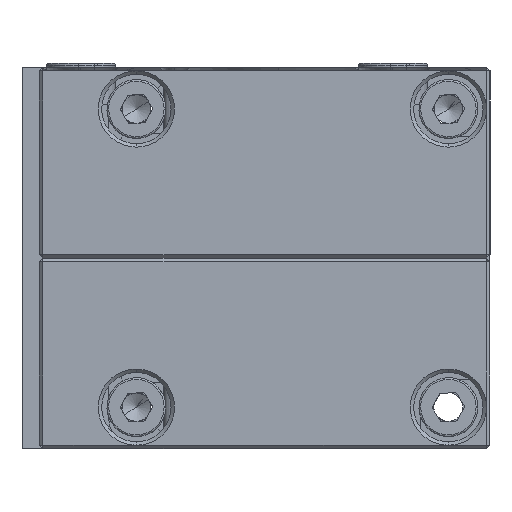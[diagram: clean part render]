
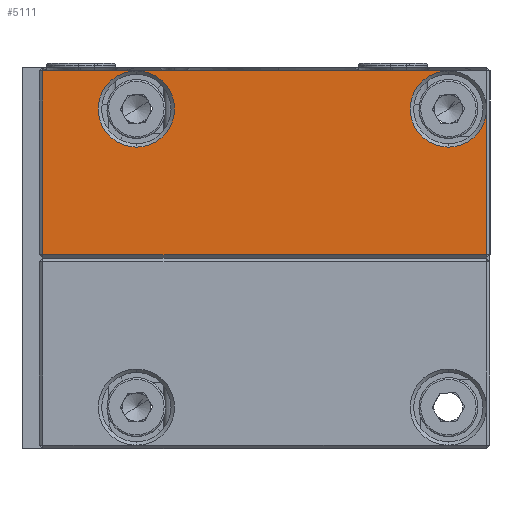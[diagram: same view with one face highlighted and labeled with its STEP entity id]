
A CAD part, left-side view. The second image highlights one B-rep face of the part: STEP entity #5111.
In plain terms, the highlighted planar face has unit normal (-1, 0, 0).
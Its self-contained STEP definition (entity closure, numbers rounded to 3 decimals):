
#162 = EDGE_CURVE ( 'NONE', #13735, #14243, #14519, .T. ) ;
#176 = EDGE_CURVE ( 'NONE', #14040, #14340, #13650, .T. ) ;
#177 = EDGE_CURVE ( 'NONE', #14243, #11609, #14622, .T. ) ;
#195 = EDGE_CURVE ( 'NONE', #14040, #13633, #13509, .T. ) ;
#205 = EDGE_CURVE ( 'NONE', #14340, #14040, #14532, .T. ) ;
#245 = EDGE_CURVE ( 'NONE', #13633, #14346, #7252, .T. ) ;
#355 = EDGE_CURVE ( 'NONE', #11609, #13481, #7467, .T. ) ;
#387 = EDGE_CURVE ( 'NONE', #13481, #14040, #7181, .T. ) ;
#455 = EDGE_CURVE ( 'NONE', #14346, #13735, #7167, .T. ) ;
#602 = ORIENTED_EDGE ( 'NONE', *, *, #245, .T. ) ;
#604 = ORIENTED_EDGE ( 'NONE', *, *, #162, .T. ) ;
#623 = ORIENTED_EDGE ( 'NONE', *, *, #455, .T. ) ;
#633 = ORIENTED_EDGE ( 'NONE', *, *, #176, .T. ) ;
#679 = ORIENTED_EDGE ( 'NONE', *, *, #195, .T. ) ;
#762 = ORIENTED_EDGE ( 'NONE', *, *, #387, .T. ) ;
#866 = ORIENTED_EDGE ( 'NONE', *, *, #205, .T. ) ;
#867 = ORIENTED_EDGE ( 'NONE', *, *, #355, .T. ) ;
#903 = ORIENTED_EDGE ( 'NONE', *, *, #177, .T. ) ;
#1643 = CARTESIAN_POINT ( 'NONE',  ( -147.842, -59., -6. ) ) ;
#1645 = DIRECTION ( 'NONE',  ( 1., 0., 0. ) ) ;
#1647 = DIRECTION ( 'NONE',  ( 0., 0., -1. ) ) ;
#1693 = CARTESIAN_POINT ( 'NONE',  ( -147.842, -0.5, -27.5 ) ) ;
#2032 = CARTESIAN_POINT ( 'NONE',  ( -147.842, 0., -0.5 ) ) ;
#2066 = DIRECTION ( 'NONE',  ( 0., -1., 0. ) ) ;
#2300 = CARTESIAN_POINT ( 'NONE',  ( -147.842, -65., -27. ) ) ;
#2349 = DIRECTION ( 'NONE',  ( 0., 1., 0. ) ) ;
#2432 = DIRECTION ( 'NONE',  ( 0., 0., 1. ) ) ;
#3037 = AXIS2_PLACEMENT_3D ( 'NONE', #9650, #9838, #9766 ) ;
#3050 = AXIS2_PLACEMENT_3D ( 'NONE', #1643, #1645, #2432 ) ;
#3102 = AXIS2_PLACEMENT_3D ( 'NONE', #9645, #9638, #9677 ) ;
#3341 = AXIS2_PLACEMENT_3D ( 'NONE', #9739, #9673, #9632 ) ;
#5111 = ADVANCED_FACE ( 'NONE', ( #17243 ), #18752, .F. ) ;
#6420 = VECTOR ( 'NONE', #2066, 1000. ) ;
#7167 = LINE ( 'NONE', #2300, #6420 ) ;
#7181 = LINE ( 'NONE', #2032, #7265 ) ;
#7242 = VECTOR ( 'NONE', #1647, 1000. ) ;
#7252 = LINE ( 'NONE', #1693, #7242 ) ;
#7265 = VECTOR ( 'NONE', #2349, 1000. ) ;
#7467 = CIRCLE ( 'NONE', #3050, 5.5 ) ;
#9237 = CARTESIAN_POINT ( 'NONE',  ( -147.842, -59., -11.5 ) ) ;
#9632 = DIRECTION ( 'NONE',  ( 0., 0., 1. ) ) ;
#9638 = DIRECTION ( 'NONE',  ( 1., 0., 0. ) ) ;
#9645 = CARTESIAN_POINT ( 'NONE',  ( -147.842, -59., -6. ) ) ;
#9650 = CARTESIAN_POINT ( 'NONE',  ( -147.842, -14., -6. ) ) ;
#9658 = CARTESIAN_POINT ( 'NONE',  ( -147.842, -64.5, -27.5 ) ) ;
#9673 = DIRECTION ( 'NONE',  ( 1., 0., 0. ) ) ;
#9674 = DIRECTION ( 'NONE',  ( 0., 1., 0. ) ) ;
#9677 = DIRECTION ( 'NONE',  ( 0., 0., 1. ) ) ;
#9739 = CARTESIAN_POINT ( 'NONE',  ( -147.842, -14., -6. ) ) ;
#9766 = DIRECTION ( 'NONE',  ( 0., 0., 1. ) ) ;
#9769 = CARTESIAN_POINT ( 'NONE',  ( -147.842, 0., -0.5 ) ) ;
#9784 = DIRECTION ( 'NONE',  ( 0., 0., 1. ) ) ;
#9838 = DIRECTION ( 'NONE',  ( 1., 0., 0. ) ) ;
#10756 = CARTESIAN_POINT ( 'NONE',  ( -147.842, -59., -0.5 ) ) ;
#10886 = CARTESIAN_POINT ( 'NONE',  ( -147.842, -0.5, -0.5 ) ) ;
#10954 = CARTESIAN_POINT ( 'NONE',  ( -147.842, -64.5, -27. ) ) ;
#11254 = CARTESIAN_POINT ( 'NONE',  ( -147.842, -14., -0.5 ) ) ;
#11345 = CARTESIAN_POINT ( 'NONE',  ( -147.842, -64.5, -6. ) ) ;
#11408 = CARTESIAN_POINT ( 'NONE',  ( -147.842, -0.5, -27. ) ) ;
#11409 = CARTESIAN_POINT ( 'NONE',  ( -147.842, -14., -11.5 ) ) ;
#11609 = VERTEX_POINT ( 'NONE', #9237 ) ;
#13481 = VERTEX_POINT ( 'NONE', #10756 ) ;
#13509 = LINE ( 'NONE', #9769, #14059 ) ;
#13633 = VERTEX_POINT ( 'NONE', #10886 ) ;
#13650 = CIRCLE ( 'NONE', #3037, 5.5 ) ;
#13735 = VERTEX_POINT ( 'NONE', #10954 ) ;
#14040 = VERTEX_POINT ( 'NONE', #11254 ) ;
#14059 = VECTOR ( 'NONE', #9674, 1000. ) ;
#14077 = VECTOR ( 'NONE', #9784, 1000. ) ;
#14243 = VERTEX_POINT ( 'NONE', #11345 ) ;
#14340 = VERTEX_POINT ( 'NONE', #11409 ) ;
#14346 = VERTEX_POINT ( 'NONE', #11408 ) ;
#14519 = LINE ( 'NONE', #9658, #14077 ) ;
#14532 = CIRCLE ( 'NONE', #3341, 5.5 ) ;
#14622 = CIRCLE ( 'NONE', #3102, 5.5 ) ;
#16649 = EDGE_LOOP ( 'NONE', ( #633, #866, #679, #602, #623, #604, #903, #867, #762 ) ) ;
#17243 = FACE_OUTER_BOUND ( 'NONE', #16649, .T. ) ;
#18571 = AXIS2_PLACEMENT_3D ( 'NONE', #19040, #19163, #18956 ) ;
#18752 = PLANE ( 'NONE',  #18571 ) ;
#18956 = DIRECTION ( 'NONE',  ( 0., 0., 1. ) ) ;
#19040 = CARTESIAN_POINT ( 'NONE',  ( -147.842, 0., -27.5 ) ) ;
#19163 = DIRECTION ( 'NONE',  ( 1., 0., 0. ) ) ;
